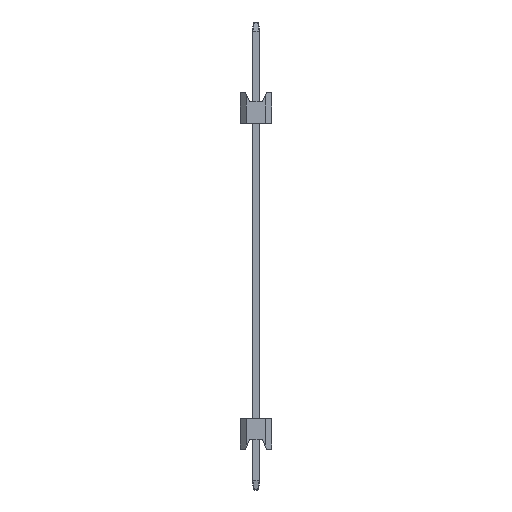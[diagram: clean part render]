
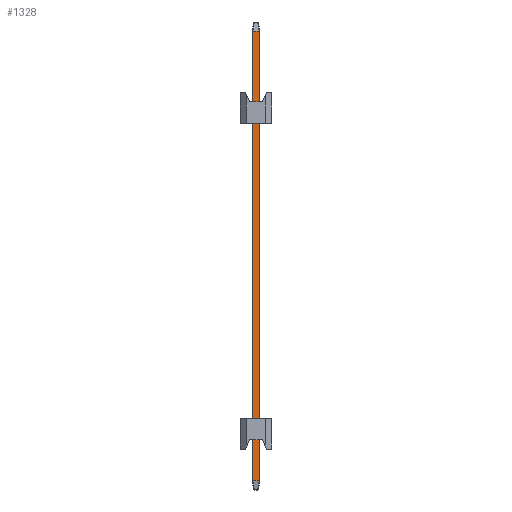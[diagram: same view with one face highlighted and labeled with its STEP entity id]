
A CAD part, left-side view. The second image highlights one B-rep face of the part: STEP entity #1328.
In plain terms, the highlighted planar face has unit normal (-1, 0, 0).
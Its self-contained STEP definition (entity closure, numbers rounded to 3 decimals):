
#258=FACE_OUTER_BOUND('',#322,.T.);
#322=EDGE_LOOP('',(#1067,#1068,#1069,#1070,#1071,#1072,#1073,#1074));
#373=LINE('',#1974,#529);
#382=LINE('',#1992,#538);
#412=LINE('',#2047,#568);
#425=LINE('',#2074,#581);
#428=LINE('',#2080,#584);
#431=LINE('',#2086,#587);
#447=LINE('',#2113,#603);
#448=LINE('',#2115,#604);
#529=VECTOR('',#1572,10.);
#538=VECTOR('',#1585,10.);
#568=VECTOR('',#1635,10.);
#581=VECTOR('',#1656,10.);
#584=VECTOR('',#1661,10.);
#587=VECTOR('',#1666,10.);
#603=VECTOR('',#1700,10.);
#604=VECTOR('',#1703,10.);
#683=VERTEX_POINT('',#1972);
#684=VERTEX_POINT('',#1973);
#691=VERTEX_POINT('',#1990);
#705=VERTEX_POINT('',#2042);
#713=VERTEX_POINT('',#2066);
#716=VERTEX_POINT('',#2072);
#718=VERTEX_POINT('',#2078);
#720=VERTEX_POINT('',#2084);
#781=EDGE_CURVE('',#683,#684,#373,.T.);
#790=EDGE_CURVE('',#691,#683,#382,.T.);
#820=EDGE_CURVE('',#684,#705,#412,.T.);
#833=EDGE_CURVE('',#716,#713,#425,.T.);
#836=EDGE_CURVE('',#718,#716,#428,.T.);
#839=EDGE_CURVE('',#720,#718,#431,.T.);
#855=EDGE_CURVE('',#713,#691,#447,.T.);
#856=EDGE_CURVE('',#705,#720,#448,.T.);
#1067=ORIENTED_EDGE('',*,*,#820,.F.);
#1068=ORIENTED_EDGE('',*,*,#781,.F.);
#1069=ORIENTED_EDGE('',*,*,#790,.F.);
#1070=ORIENTED_EDGE('',*,*,#855,.F.);
#1071=ORIENTED_EDGE('',*,*,#833,.F.);
#1072=ORIENTED_EDGE('',*,*,#836,.F.);
#1073=ORIENTED_EDGE('',*,*,#839,.F.);
#1074=ORIENTED_EDGE('',*,*,#856,.F.);
#1264=PLANE('',#1455);
#1328=ADVANCED_FACE('',(#258),#1264,.T.);
#1455=AXIS2_PLACEMENT_3D('',#2114,#1701,#1702);
#1572=DIRECTION('',(0.,0.,-1.));
#1585=DIRECTION('',(0.,-0.371,-0.928));
#1635=DIRECTION('',(0.,0.371,-0.928));
#1656=DIRECTION('',(0.,-0.371,0.928));
#1661=DIRECTION('',(0.,0.,1.));
#1666=DIRECTION('',(0.,0.371,0.928));
#1700=DIRECTION('',(0.,-1.,0.));
#1701=DIRECTION('center_axis',(-1.,0.,0.));
#1702=DIRECTION('ref_axis',(0.,-1.,0.));
#1703=DIRECTION('',(0.,1.,0.));
#1972=CARTESIAN_POINT('',(-0.32,-0.27,33.748));
#1973=CARTESIAN_POINT('',(-0.32,-0.27,-2.548));
#1974=CARTESIAN_POINT('',(-0.32,-0.27,0.));
#1990=CARTESIAN_POINT('',(-0.32,-0.269,33.75));
#1992=CARTESIAN_POINT('',(-0.32,-5.973,19.491));
#2042=CARTESIAN_POINT('',(-0.32,-0.269,-2.55));
#2047=CARTESIAN_POINT('',(-0.32,-0.593,-1.739));
#2066=CARTESIAN_POINT('',(-0.32,0.269,33.75));
#2072=CARTESIAN_POINT('',(-0.32,0.27,33.748));
#2074=CARTESIAN_POINT('',(-0.32,6.017,19.381));
#2078=CARTESIAN_POINT('',(-0.32,0.27,-2.548));
#2080=CARTESIAN_POINT('',(-0.32,0.27,0.));
#2084=CARTESIAN_POINT('',(-0.32,0.269,-2.55));
#2086=CARTESIAN_POINT('',(-0.32,0.637,-1.629));
#2113=CARTESIAN_POINT('',(-0.32,0.16,33.75));
#2114=CARTESIAN_POINT('Origin',(-0.32,0.32,0.));
#2115=CARTESIAN_POINT('',(-0.32,0.16,-2.55));
